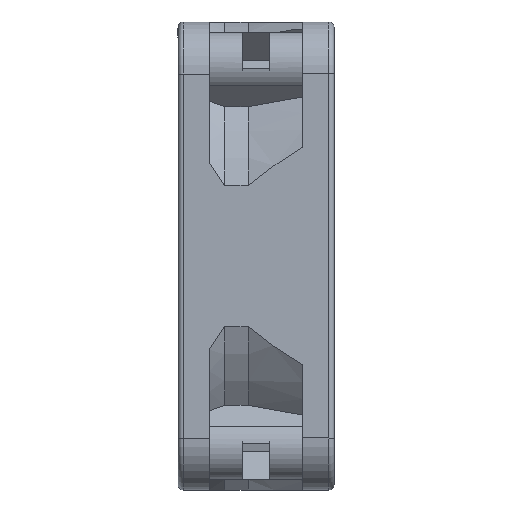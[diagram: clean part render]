
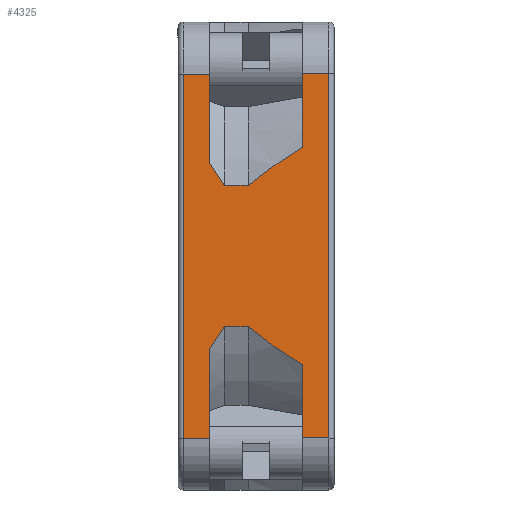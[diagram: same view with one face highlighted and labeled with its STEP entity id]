
A CAD part, left-side view. The second image highlights one B-rep face of the part: STEP entity #4325.
In plain terms, the highlighted planar face has unit normal (-1, 0, 0).
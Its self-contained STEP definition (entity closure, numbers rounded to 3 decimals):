
#421=DIRECTION('',(0.,-1.,0.));
#422=VECTOR('',#421,2.5);
#423=CARTESIAN_POINT('',(-22.5,14.5,-17.5));
#424=LINE('',#423,#422);
#429=CARTESIAN_POINT('',(-22.5,8.246,6.782));
#430=CARTESIAN_POINT('',(-22.5,7.736,7.225));
#431=CARTESIAN_POINT('',(-22.5,6.659,8.078));
#432=CARTESIAN_POINT('',(-22.5,4.909,9.291));
#433=CARTESIAN_POINT('',(-22.5,3.65,10.072));
#434=CARTESIAN_POINT('',(-22.5,3.,10.458));
#436=DIRECTION('',(0.,0.,1.));
#437=VECTOR('',#436,7.042);
#438=CARTESIAN_POINT('',(-22.5,3.,10.458));
#439=LINE('',#438,#437);
#440=DIRECTION('',(0.,0.,1.));
#441=VECTOR('',#440,7.042);
#442=CARTESIAN_POINT('',(-22.5,3.,-17.5));
#443=LINE('',#442,#441);
#444=CARTESIAN_POINT('',(-22.5,3.,-10.458));
#445=CARTESIAN_POINT('',(-22.5,3.651,-10.071));
#446=CARTESIAN_POINT('',(-22.5,4.912,-9.289));
#447=CARTESIAN_POINT('',(-22.5,6.662,-8.076));
#448=CARTESIAN_POINT('',(-22.5,7.737,-7.224));
#449=CARTESIAN_POINT('',(-22.5,8.246,-6.782));
#451=DIRECTION('',(0.,0.,-1.));
#452=VECTOR('',#451,35.);
#453=CARTESIAN_POINT('',(-22.5,14.5,17.5));
#454=LINE('',#453,#452);
#478=DIRECTION('',(0.,1.,0.));
#479=VECTOR('',#478,2.5);
#480=CARTESIAN_POINT('',(-22.5,12.,17.5));
#481=LINE('',#480,#479);
#586=DIRECTION('',(0.,0.,1.));
#587=VECTOR('',#586,8.492);
#588=CARTESIAN_POINT('',(-22.5,12.,9.008));
#589=LINE('',#588,#587);
#2118=DIRECTION('',(0.,-1.,0.));
#2119=VECTOR('',#2118,2.5);
#2120=CARTESIAN_POINT('',(-22.5,3.,-17.5));
#2121=LINE('',#2120,#2119);
#2242=DIRECTION('',(0.,0.,1.));
#2243=VECTOR('',#2242,8.492);
#2244=CARTESIAN_POINT('',(-22.5,12.,-17.5));
#2245=LINE('',#2244,#2243);
#2258=CARTESIAN_POINT('',(-22.5,12.,-9.008));
#2259=CARTESIAN_POINT('',(-22.5,11.819,-8.764));
#2260=CARTESIAN_POINT('',(-22.5,11.467,-8.274));
#2261=CARTESIAN_POINT('',(-22.5,10.976,-7.534));
#2262=CARTESIAN_POINT('',(-22.5,10.673,-7.034));
#2263=CARTESIAN_POINT('',(-22.5,10.528,-6.782));
#2274=DIRECTION('',(0.,-1.,0.));
#2275=VECTOR('',#2274,2.282);
#2276=CARTESIAN_POINT('',(-22.5,10.528,-6.782));
#2277=LINE('',#2276,#2275);
#2390=DIRECTION('',(0.,0.,1.));
#2391=VECTOR('',#2390,35.);
#2392=CARTESIAN_POINT('',(-22.5,0.5,-17.5));
#2393=LINE('',#2392,#2391);
#2413=DIRECTION('',(0.,1.,0.));
#2414=VECTOR('',#2413,2.5);
#2415=CARTESIAN_POINT('',(-22.5,0.5,17.5));
#2416=LINE('',#2415,#2414);
#2647=DIRECTION('',(0.,1.,0.));
#2648=VECTOR('',#2647,2.282);
#2649=CARTESIAN_POINT('',(-22.5,8.246,6.782));
#2650=LINE('',#2649,#2648);
#2663=CARTESIAN_POINT('',(-22.5,10.528,6.782));
#2664=CARTESIAN_POINT('',(-22.5,10.673,7.034));
#2665=CARTESIAN_POINT('',(-22.5,10.976,7.534));
#2666=CARTESIAN_POINT('',(-22.5,11.467,8.274));
#2667=CARTESIAN_POINT('',(-22.5,11.819,8.764));
#2668=CARTESIAN_POINT('',(-22.5,12.,9.008));
#3014=CARTESIAN_POINT('',(-22.5,3.,-10.458));
#3015=VERTEX_POINT('',#3014);
#3016=CARTESIAN_POINT('',(-22.5,3.,-17.5));
#3017=VERTEX_POINT('',#3016);
#3034=CARTESIAN_POINT('',(-22.5,3.,17.5));
#3035=VERTEX_POINT('',#3034);
#3036=CARTESIAN_POINT('',(-22.5,3.,10.458));
#3037=VERTEX_POINT('',#3036);
#3095=VERTEX_POINT('',#429);
#3106=CARTESIAN_POINT('',(-22.5,10.528,6.782));
#3107=VERTEX_POINT('',#3106);
#3124=VERTEX_POINT('',#2668);
#3164=CARTESIAN_POINT('',(-22.5,12.,-17.5));
#3165=VERTEX_POINT('',#3164);
#3166=CARTESIAN_POINT('',(-22.5,12.,-9.008));
#3167=VERTEX_POINT('',#3166);
#3194=CARTESIAN_POINT('',(-22.5,12.,17.5));
#3195=VERTEX_POINT('',#3194);
#3561=CARTESIAN_POINT('',(-22.5,14.5,17.5));
#3562=VERTEX_POINT('',#3561);
#3563=CARTESIAN_POINT('',(-22.5,14.5,-17.5));
#3564=VERTEX_POINT('',#3563);
#3565=CARTESIAN_POINT('',(-22.5,0.5,17.5));
#3566=VERTEX_POINT('',#3565);
#3567=CARTESIAN_POINT('',(-22.5,0.5,-17.5));
#3568=VERTEX_POINT('',#3567);
#3569=VERTEX_POINT('',#449);
#3570=CARTESIAN_POINT('',(-22.5,10.528,-6.782));
#3571=VERTEX_POINT('',#3570);
#4287=CARTESIAN_POINT('',(-22.5,15.,22.5));
#4288=DIRECTION('',(1.,0.,0.));
#4289=DIRECTION('',(0.,0.,-1.));
#4290=AXIS2_PLACEMENT_3D('',#4287,#4288,#4289);
#4291=PLANE('',#4290);
#4293=ORIENTED_EDGE('',*,*,#4292,.F.);
#4295=ORIENTED_EDGE('',*,*,#4294,.F.);
#4297=ORIENTED_EDGE('',*,*,#4296,.F.);
#4299=ORIENTED_EDGE('',*,*,#4298,.F.);
#4301=ORIENTED_EDGE('',*,*,#4300,.F.);
#4303=ORIENTED_EDGE('',*,*,#4302,.T.);
#4305=ORIENTED_EDGE('',*,*,#4304,.T.);
#4307=ORIENTED_EDGE('',*,*,#4306,.F.);
#4309=ORIENTED_EDGE('',*,*,#4308,.F.);
#4311=ORIENTED_EDGE('',*,*,#4310,.F.);
#4313=ORIENTED_EDGE('',*,*,#4312,.T.);
#4315=ORIENTED_EDGE('',*,*,#4314,.T.);
#4317=ORIENTED_EDGE('',*,*,#4316,.F.);
#4319=ORIENTED_EDGE('',*,*,#4318,.F.);
#4321=ORIENTED_EDGE('',*,*,#4320,.F.);
#4322=ORIENTED_EDGE('',*,*,#4279,.F.);
#4323=EDGE_LOOP('',(#4293,#4295,#4297,#4299,#4301,#4303,#4305,#4307,#4309,#4311,
#4313,#4315,#4317,#4319,#4321,#4322));
#4324=FACE_OUTER_BOUND('',#4323,.F.);
#4325=ADVANCED_FACE('',(#4324),#4291,.F.);
#435=B_SPLINE_CURVE_WITH_KNOTS('',3,(#429,#430,#431,#432,#433,#434),
.UNSPECIFIED.,.F.,.F.,(4,1,1,4),(0.,0.333,0.667,1.),
.UNSPECIFIED.);
#450=B_SPLINE_CURVE_WITH_KNOTS('',3,(#444,#445,#446,#447,#448,#449),
.UNSPECIFIED.,.F.,.F.,(4,1,1,4),(0.,0.333,0.667,1.),
.UNSPECIFIED.);
#2264=B_SPLINE_CURVE_WITH_KNOTS('',3,(#2258,#2259,#2260,#2261,#2262,#2263),
.UNSPECIFIED.,.F.,.F.,(4,1,1,4),(0.,0.333,0.667,1.),
.UNSPECIFIED.);
#2669=B_SPLINE_CURVE_WITH_KNOTS('',3,(#2663,#2664,#2665,#2666,#2667,#2668),
.UNSPECIFIED.,.F.,.F.,(4,1,1,4),(0.,0.333,0.667,1.),
.UNSPECIFIED.);
#4279=EDGE_CURVE('',#3564,#3165,#424,.T.);
#4292=EDGE_CURVE('',#3562,#3564,#454,.T.);
#4294=EDGE_CURVE('',#3195,#3562,#481,.T.);
#4296=EDGE_CURVE('',#3124,#3195,#589,.T.);
#4298=EDGE_CURVE('',#3107,#3124,#2669,.T.);
#4300=EDGE_CURVE('',#3095,#3107,#2650,.T.);
#4302=EDGE_CURVE('',#3095,#3037,#435,.T.);
#4304=EDGE_CURVE('',#3037,#3035,#439,.T.);
#4306=EDGE_CURVE('',#3566,#3035,#2416,.T.);
#4308=EDGE_CURVE('',#3568,#3566,#2393,.T.);
#4310=EDGE_CURVE('',#3017,#3568,#2121,.T.);
#4312=EDGE_CURVE('',#3017,#3015,#443,.T.);
#4314=EDGE_CURVE('',#3015,#3569,#450,.T.);
#4316=EDGE_CURVE('',#3571,#3569,#2277,.T.);
#4318=EDGE_CURVE('',#3167,#3571,#2264,.T.);
#4320=EDGE_CURVE('',#3165,#3167,#2245,.T.);
